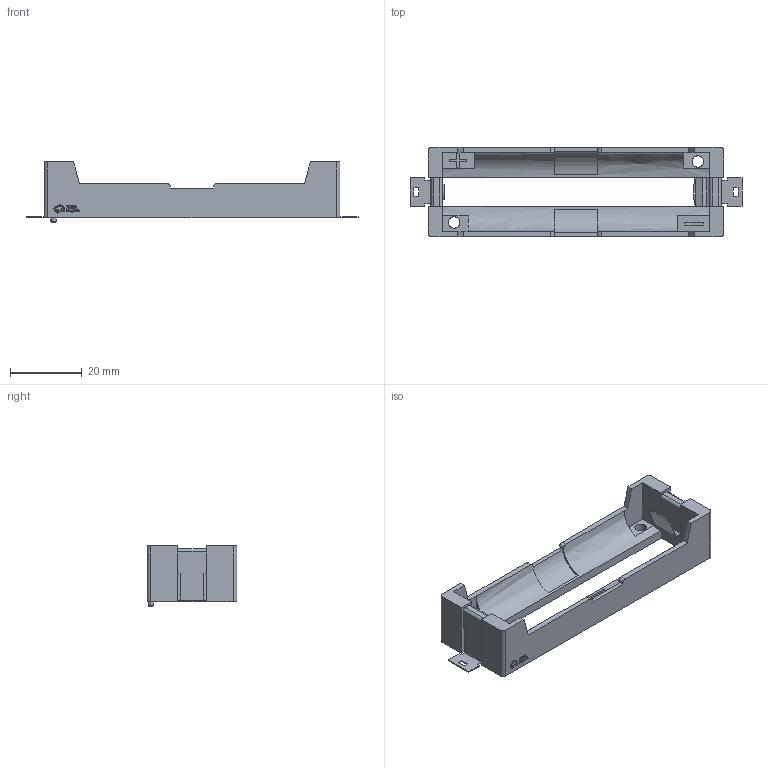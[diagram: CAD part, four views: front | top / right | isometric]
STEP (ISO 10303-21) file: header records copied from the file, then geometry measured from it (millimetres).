
FILE_DESCRIPTION(('Open CASCADE Model'),'2;1');
FILE_NAME('Open CASCADE Shape Model','2026-01-10T17:43:43',('Author'),( 'Open CASCADE'),'Open CASCADE STEP processor 7.9','Open CASCADE 7.9' ,'Unknown');
FILE_SCHEMA(('AUTOMOTIVE_DESIGN { 1 0 10303 214 1 1 1 1 }'));
Length unit declared in the file: millimetre
Products named in the file (1): COMPOUND
Bounding box: 92.6 x 25.01 x 16.8 mm (x, y, z)
Volume: 9023.9 mm3; surface area: 8547.3 mm2
Topology: 16 solids, 16 shells, 396 faces, 1077 edges, 716 vertices
Faces by surface type: bspline 396
Entity records: 14981 total; most frequent: CARTESIAN_POINT 5549, ORIENTED_EDGE 2154, EDGE_CURVE 1077, B_SPLINE_CURVE_WITH_KNOTS 987, VERTEX_POINT 716, FACE_BOUND 421, EDGE_LOOP 421, PRESENTATION_STYLE_ASSIGNMENT 408
